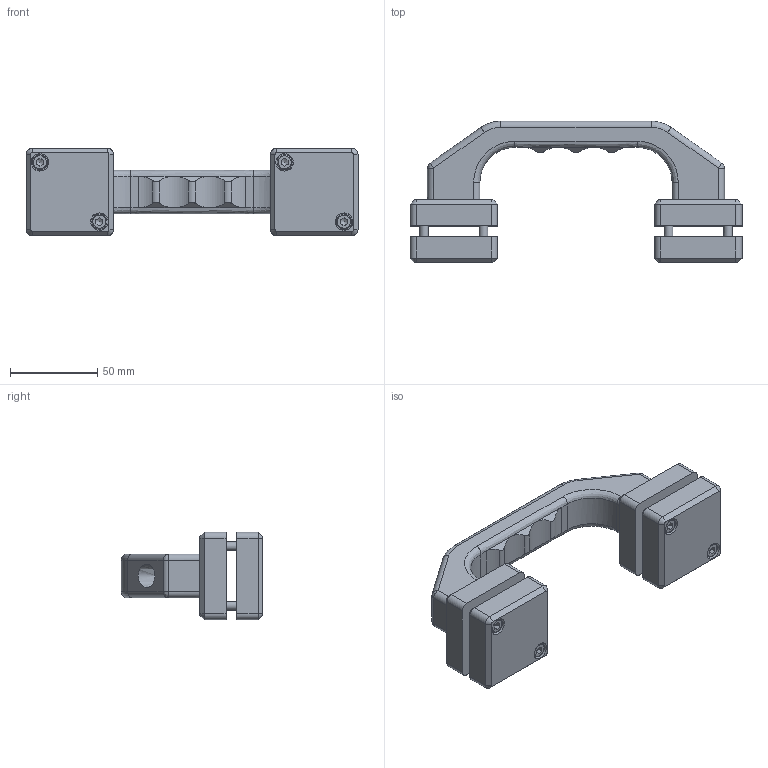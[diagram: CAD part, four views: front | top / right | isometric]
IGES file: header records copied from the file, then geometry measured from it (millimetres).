
Global section: file name: SZ8015N_A; native system: Autodesk Inventor 2015; preprocessor: unknown; author: Behrens; date: 20151118.084538; units: millimetre
Bounding box: 190 x 81 x 50 mm (x, y, z)
Volume: 227207 mm3; surface area: 61518.1 mm2
Topology: 11 solids, 11 shells, 294 faces, 742 edges, 486 vertices
Faces by surface type: bspline 294
